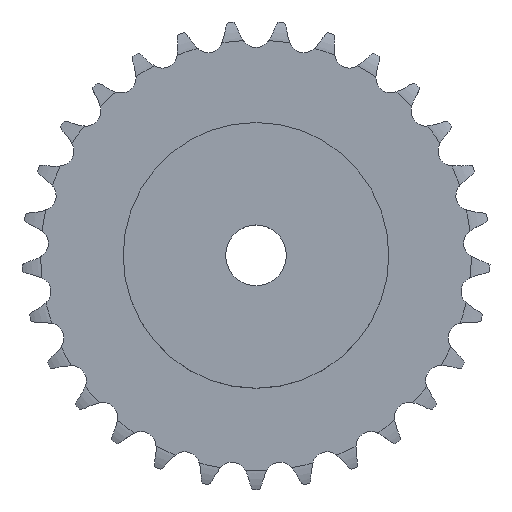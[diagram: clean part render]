
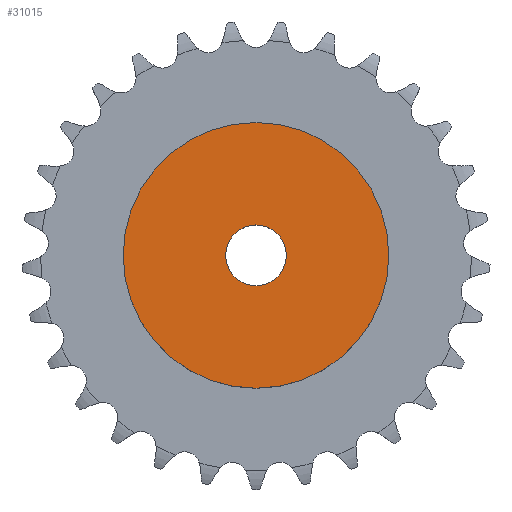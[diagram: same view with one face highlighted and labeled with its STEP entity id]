
A CAD part, top view. The second image highlights one B-rep face of the part: STEP entity #31015.
In plain terms, the highlighted planar face has unit normal (0, 0, 1).
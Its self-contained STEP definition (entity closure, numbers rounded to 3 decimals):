
#5401 = CYLINDRICAL_SURFACE('',#5402,35.);
#5402 = AXIS2_PLACEMENT_3D('',#5403,#5404,#5405);
#5403 = CARTESIAN_POINT('',(0.,0.,0.));
#5404 = DIRECTION('',(-0.,-0.,-1.));
#5405 = DIRECTION('',(1.,0.,0.));
#23262 = VERTEX_POINT('',#23263);
#23263 = CARTESIAN_POINT('',(35.,0.,20.));
#23284 = EDGE_CURVE('',#23262,#23262,#23285,.T.);
#23285 = SURFACE_CURVE('',#23286,(#23291,#23298),.PCURVE_S1.);
#23286 = CIRCLE('',#23287,35.);
#23287 = AXIS2_PLACEMENT_3D('',#23288,#23289,#23290);
#23288 = CARTESIAN_POINT('',(0.,0.,20.));
#23289 = DIRECTION('',(0.,0.,1.));
#23290 = DIRECTION('',(1.,0.,0.));
#23291 = PCURVE('',#5401,#23292);
#23292 = DEFINITIONAL_REPRESENTATION('',(#23293),#23297);
#23293 = LINE('',#23294,#23295);
#23294 = CARTESIAN_POINT('',(-0.,-20.));
#23295 = VECTOR('',#23296,1.);
#23296 = DIRECTION('',(-1.,0.));
#23297 = ( GEOMETRIC_REPRESENTATION_CONTEXT(2) 
PARAMETRIC_REPRESENTATION_CONTEXT() REPRESENTATION_CONTEXT('2D SPACE',''
  ) );
#23298 = PCURVE('',#23299,#23304);
#23299 = PLANE('',#23300);
#23300 = AXIS2_PLACEMENT_3D('',#23301,#23302,#23303);
#23301 = CARTESIAN_POINT('',(0.,0.,20.)
  );
#23302 = DIRECTION('',(0.,0.,1.));
#23303 = DIRECTION('',(1.,0.,0.));
#23304 = DEFINITIONAL_REPRESENTATION('',(#23305),#23309);
#23305 = CIRCLE('',#23306,35.);
#23306 = AXIS2_PLACEMENT_2D('',#23307,#23308);
#23307 = CARTESIAN_POINT('',(0.,0.));
#23308 = DIRECTION('',(1.,0.));
#23309 = ( GEOMETRIC_REPRESENTATION_CONTEXT(2) 
PARAMETRIC_REPRESENTATION_CONTEXT() REPRESENTATION_CONTEXT('2D SPACE',''
  ) );
#27784 = CYLINDRICAL_SURFACE('',#27785,8.);
#27785 = AXIS2_PLACEMENT_3D('',#27786,#27787,#27788);
#27786 = CARTESIAN_POINT('',(0.,0.,189.663));
#27787 = DIRECTION('',(0.,0.,1.));
#27788 = DIRECTION('',(1.,0.,0.));
#31015 = ADVANCED_FACE('',(#31016,#31019),#23299,.T.);
#31016 = FACE_BOUND('',#31017,.T.);
#31017 = EDGE_LOOP('',(#31018));
#31018 = ORIENTED_EDGE('',*,*,#23284,.T.);
#31019 = FACE_BOUND('',#31020,.T.);
#31020 = EDGE_LOOP('',(#31021));
#31021 = ORIENTED_EDGE('',*,*,#31022,.F.);
#31022 = EDGE_CURVE('',#31023,#31023,#31025,.T.);
#31023 = VERTEX_POINT('',#31024);
#31024 = CARTESIAN_POINT('',(8.,0.,20.));
#31025 = SURFACE_CURVE('',#31026,(#31031,#31038),.PCURVE_S1.);
#31026 = CIRCLE('',#31027,8.);
#31027 = AXIS2_PLACEMENT_3D('',#31028,#31029,#31030);
#31028 = CARTESIAN_POINT('',(0.,0.,20.));
#31029 = DIRECTION('',(0.,0.,1.));
#31030 = DIRECTION('',(1.,0.,0.));
#31031 = PCURVE('',#23299,#31032);
#31032 = DEFINITIONAL_REPRESENTATION('',(#31033),#31037);
#31033 = CIRCLE('',#31034,8.);
#31034 = AXIS2_PLACEMENT_2D('',#31035,#31036);
#31035 = CARTESIAN_POINT('',(0.,0.));
#31036 = DIRECTION('',(1.,0.));
#31037 = ( GEOMETRIC_REPRESENTATION_CONTEXT(2) 
PARAMETRIC_REPRESENTATION_CONTEXT() REPRESENTATION_CONTEXT('2D SPACE',''
  ) );
#31038 = PCURVE('',#27784,#31039);
#31039 = DEFINITIONAL_REPRESENTATION('',(#31040),#31044);
#31040 = LINE('',#31041,#31042);
#31041 = CARTESIAN_POINT('',(0.,-169.663));
#31042 = VECTOR('',#31043,1.);
#31043 = DIRECTION('',(1.,0.));
#31044 = ( GEOMETRIC_REPRESENTATION_CONTEXT(2) 
PARAMETRIC_REPRESENTATION_CONTEXT() REPRESENTATION_CONTEXT('2D SPACE',''
  ) );
